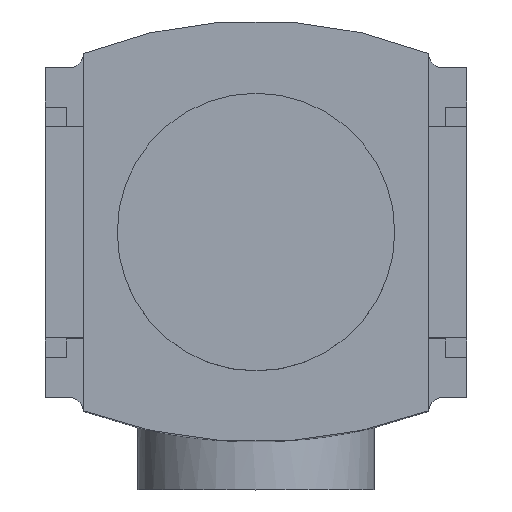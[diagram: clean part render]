
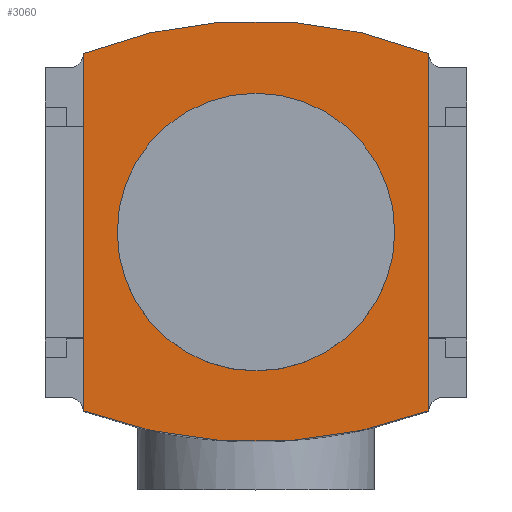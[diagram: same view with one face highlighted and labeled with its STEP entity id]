
A CAD part, top view. The second image highlights one B-rep face of the part: STEP entity #3060.
In plain terms, the highlighted planar face has unit normal (0, 0, 1).
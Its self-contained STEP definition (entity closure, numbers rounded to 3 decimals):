
#681 = PLANE('',#682);
#682 = AXIS2_PLACEMENT_3D('',#683,#684,#685);
#683 = CARTESIAN_POINT('',(-23.,23.8,11.25));
#684 = DIRECTION('',(1.,0.,0.));
#685 = DIRECTION('',(0.,-1.,0.));
#938 = CYLINDRICAL_SURFACE('',#939,62.404);
#939 = AXIS2_PLACEMENT_3D('',#940,#941,#942);
#940 = CARTESIAN_POINT('',(0.,-34.211,11.25));
#941 = DIRECTION('',(-0.,-0.,-1.));
#942 = DIRECTION('',(1.,0.,0.));
#1055 = CYLINDRICAL_SURFACE('',#1056,65.857);
#1056 = AXIS2_PLACEMENT_3D('',#1057,#1058,#1059);
#1057 = CARTESIAN_POINT('',(0.,37.91,11.25));
#1058 = DIRECTION('',(-0.,-0.,-1.));
#1059 = DIRECTION('',(1.,0.,0.));
#1380 = VERTEX_POINT('',#1381);
#1381 = CARTESIAN_POINT('',(-23.,23.8,58.25));
#1402 = EDGE_CURVE('',#1380,#1403,#1405,.T.);
#1403 = VERTEX_POINT('',#1404);
#1404 = CARTESIAN_POINT('',(-23.,-23.8,58.25));
#1405 = SURFACE_CURVE('',#1406,(#1410,#1417),.PCURVE_S1.);
#1406 = LINE('',#1407,#1408);
#1407 = CARTESIAN_POINT('',(-23.,23.8,58.25));
#1408 = VECTOR('',#1409,1.);
#1409 = DIRECTION('',(0.,-1.,0.));
#1410 = PCURVE('',#681,#1411);
#1411 = DEFINITIONAL_REPRESENTATION('',(#1412),#1416);
#1412 = LINE('',#1413,#1414);
#1413 = CARTESIAN_POINT('',(0.,-47.));
#1414 = VECTOR('',#1415,1.);
#1415 = DIRECTION('',(1.,-0.));
#1416 = ( GEOMETRIC_REPRESENTATION_CONTEXT(2) 
PARAMETRIC_REPRESENTATION_CONTEXT() REPRESENTATION_CONTEXT('2D SPACE',''
  ) );
#1417 = PCURVE('',#1418,#1423);
#1418 = PLANE('',#1419);
#1419 = AXIS2_PLACEMENT_3D('',#1420,#1421,#1422);
#1420 = CARTESIAN_POINT('',(0.,0.051,58.25));
#1421 = DIRECTION('',(0.,0.,1.));
#1422 = DIRECTION('',(0.,1.,0.));
#1423 = DEFINITIONAL_REPRESENTATION('',(#1424),#1428);
#1424 = LINE('',#1425,#1426);
#1425 = CARTESIAN_POINT('',(23.749,23.));
#1426 = VECTOR('',#1427,1.);
#1427 = DIRECTION('',(-1.,0.));
#1428 = ( GEOMETRIC_REPRESENTATION_CONTEXT(2) 
PARAMETRIC_REPRESENTATION_CONTEXT() REPRESENTATION_CONTEXT('2D SPACE',''
  ) );
#2343 = VERTEX_POINT('',#2344);
#2344 = CARTESIAN_POINT('',(23.,23.8,58.25));
#2358 = PLANE('',#2359);
#2359 = AXIS2_PLACEMENT_3D('',#2360,#2361,#2362);
#2360 = CARTESIAN_POINT('',(23.,23.8,11.25));
#2361 = DIRECTION('',(1.,0.,0.));
#2362 = DIRECTION('',(0.,-1.,0.));
#2370 = EDGE_CURVE('',#2343,#1380,#2371,.T.);
#2371 = SURFACE_CURVE('',#2372,(#2377,#2384),.PCURVE_S1.);
#2372 = CIRCLE('',#2373,62.404);
#2373 = AXIS2_PLACEMENT_3D('',#2374,#2375,#2376);
#2374 = CARTESIAN_POINT('',(0.,-34.211,58.25));
#2375 = DIRECTION('',(0.,0.,1.));
#2376 = DIRECTION('',(1.,0.,0.));
#2377 = PCURVE('',#938,#2378);
#2378 = DEFINITIONAL_REPRESENTATION('',(#2379),#2383);
#2379 = LINE('',#2380,#2381);
#2380 = CARTESIAN_POINT('',(-0.,-47.));
#2381 = VECTOR('',#2382,1.);
#2382 = DIRECTION('',(-1.,0.));
#2383 = ( GEOMETRIC_REPRESENTATION_CONTEXT(2) 
PARAMETRIC_REPRESENTATION_CONTEXT() REPRESENTATION_CONTEXT('2D SPACE',''
  ) );
#2384 = PCURVE('',#1418,#2385);
#2385 = DEFINITIONAL_REPRESENTATION('',(#2386),#2390);
#2386 = CIRCLE('',#2387,62.404);
#2387 = AXIS2_PLACEMENT_2D('',#2388,#2389);
#2388 = CARTESIAN_POINT('',(-34.262,0.));
#2389 = DIRECTION('',(0.,-1.));
#2390 = ( GEOMETRIC_REPRESENTATION_CONTEXT(2) 
PARAMETRIC_REPRESENTATION_CONTEXT() REPRESENTATION_CONTEXT('2D SPACE',''
  ) );
#2453 = EDGE_CURVE('',#1403,#2454,#2456,.T.);
#2454 = VERTEX_POINT('',#2455);
#2455 = CARTESIAN_POINT('',(23.,-23.8,58.25));
#2456 = SURFACE_CURVE('',#2457,(#2462,#2469),.PCURVE_S1.);
#2457 = CIRCLE('',#2458,65.857);
#2458 = AXIS2_PLACEMENT_3D('',#2459,#2460,#2461);
#2459 = CARTESIAN_POINT('',(0.,37.91,58.25));
#2460 = DIRECTION('',(0.,0.,1.));
#2461 = DIRECTION('',(1.,0.,0.));
#2462 = PCURVE('',#1055,#2463);
#2463 = DEFINITIONAL_REPRESENTATION('',(#2464),#2468);
#2464 = LINE('',#2465,#2466);
#2465 = CARTESIAN_POINT('',(-0.,-47.));
#2466 = VECTOR('',#2467,1.);
#2467 = DIRECTION('',(-1.,0.));
#2468 = ( GEOMETRIC_REPRESENTATION_CONTEXT(2) 
PARAMETRIC_REPRESENTATION_CONTEXT() REPRESENTATION_CONTEXT('2D SPACE',''
  ) );
#2469 = PCURVE('',#1418,#2470);
#2470 = DEFINITIONAL_REPRESENTATION('',(#2471),#2475);
#2471 = CIRCLE('',#2472,65.857);
#2472 = AXIS2_PLACEMENT_2D('',#2473,#2474);
#2473 = CARTESIAN_POINT('',(37.859,0.));
#2474 = DIRECTION('',(0.,-1.));
#2475 = ( GEOMETRIC_REPRESENTATION_CONTEXT(2) 
PARAMETRIC_REPRESENTATION_CONTEXT() REPRESENTATION_CONTEXT('2D SPACE',''
  ) );
#3060 = ADVANCED_FACE('',(#3061,#3087),#1418,.T.);
#3061 = FACE_BOUND('',#3062,.T.);
#3062 = EDGE_LOOP('',(#3063,#3064,#3065,#3066));
#3063 = ORIENTED_EDGE('',*,*,#2370,.T.);
#3064 = ORIENTED_EDGE('',*,*,#1402,.T.);
#3065 = ORIENTED_EDGE('',*,*,#2453,.T.);
#3066 = ORIENTED_EDGE('',*,*,#3067,.F.);
#3067 = EDGE_CURVE('',#2343,#2454,#3068,.T.);
#3068 = SURFACE_CURVE('',#3069,(#3073,#3080),.PCURVE_S1.);
#3069 = LINE('',#3070,#3071);
#3070 = CARTESIAN_POINT('',(23.,23.8,58.25));
#3071 = VECTOR('',#3072,1.);
#3072 = DIRECTION('',(0.,-1.,0.));
#3073 = PCURVE('',#1418,#3074);
#3074 = DEFINITIONAL_REPRESENTATION('',(#3075),#3079);
#3075 = LINE('',#3076,#3077);
#3076 = CARTESIAN_POINT('',(23.749,-23.));
#3077 = VECTOR('',#3078,1.);
#3078 = DIRECTION('',(-1.,0.));
#3079 = ( GEOMETRIC_REPRESENTATION_CONTEXT(2) 
PARAMETRIC_REPRESENTATION_CONTEXT() REPRESENTATION_CONTEXT('2D SPACE',''
  ) );
#3080 = PCURVE('',#2358,#3081);
#3081 = DEFINITIONAL_REPRESENTATION('',(#3082),#3086);
#3082 = LINE('',#3083,#3084);
#3083 = CARTESIAN_POINT('',(0.,-47.));
#3084 = VECTOR('',#3085,1.);
#3085 = DIRECTION('',(1.,-0.));
#3086 = ( GEOMETRIC_REPRESENTATION_CONTEXT(2) 
PARAMETRIC_REPRESENTATION_CONTEXT() REPRESENTATION_CONTEXT('2D SPACE',''
  ) );
#3087 = FACE_BOUND('',#3088,.T.);
#3088 = EDGE_LOOP('',(#3089));
#3089 = ORIENTED_EDGE('',*,*,#3090,.F.);
#3090 = EDGE_CURVE('',#3091,#3091,#3093,.T.);
#3091 = VERTEX_POINT('',#3092);
#3092 = CARTESIAN_POINT('',(18.5,0.,58.25));
#3093 = SURFACE_CURVE('',#3094,(#3099,#3106),.PCURVE_S1.);
#3094 = CIRCLE('',#3095,18.5);
#3095 = AXIS2_PLACEMENT_3D('',#3096,#3097,#3098);
#3096 = CARTESIAN_POINT('',(0.,0.,58.25
    ));
#3097 = DIRECTION('',(0.,0.,1.));
#3098 = DIRECTION('',(1.,0.,0.));
#3099 = PCURVE('',#1418,#3100);
#3100 = DEFINITIONAL_REPRESENTATION('',(#3101),#3105);
#3101 = CIRCLE('',#3102,18.5);
#3102 = AXIS2_PLACEMENT_2D('',#3103,#3104);
#3103 = CARTESIAN_POINT('',(-0.051,0.));
#3104 = DIRECTION('',(0.,-1.));
#3105 = ( GEOMETRIC_REPRESENTATION_CONTEXT(2) 
PARAMETRIC_REPRESENTATION_CONTEXT() REPRESENTATION_CONTEXT('2D SPACE',''
  ) );
#3106 = PCURVE('',#3107,#3112);
#3107 = CYLINDRICAL_SURFACE('',#3108,18.5);
#3108 = AXIS2_PLACEMENT_3D('',#3109,#3110,#3111);
#3109 = CARTESIAN_POINT('',(0.,0.,58.25
    ));
#3110 = DIRECTION('',(0.,0.,-1.));
#3111 = DIRECTION('',(1.,0.,0.));
#3112 = DEFINITIONAL_REPRESENTATION('',(#3113),#3117);
#3113 = LINE('',#3114,#3115);
#3114 = CARTESIAN_POINT('',(-0.,0.));
#3115 = VECTOR('',#3116,1.);
#3116 = DIRECTION('',(-1.,0.));
#3117 = ( GEOMETRIC_REPRESENTATION_CONTEXT(2) 
PARAMETRIC_REPRESENTATION_CONTEXT() REPRESENTATION_CONTEXT('2D SPACE',''
  ) );
